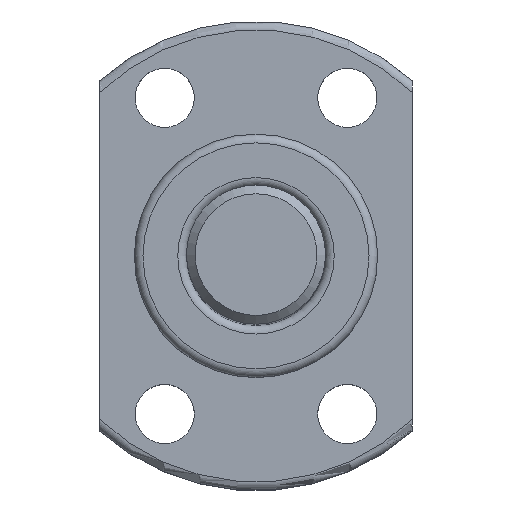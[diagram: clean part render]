
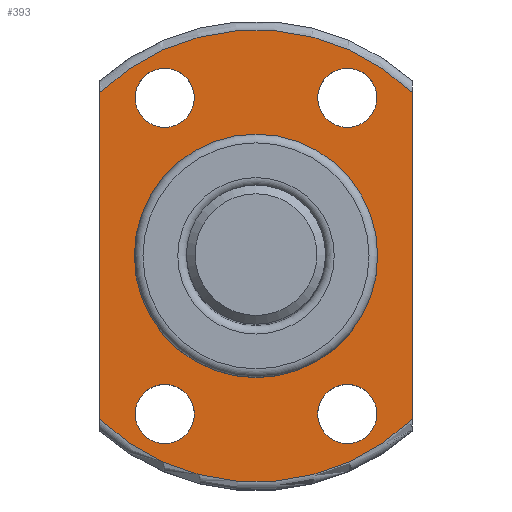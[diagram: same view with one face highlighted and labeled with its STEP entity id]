
A CAD part, top view. The second image highlights one B-rep face of the part: STEP entity #393.
In plain terms, the highlighted planar face has unit normal (0, 0, 1).
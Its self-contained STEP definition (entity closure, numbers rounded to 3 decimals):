
#59=CIRCLE('',#444,13.);
#60=CIRCLE('',#446,13.);
#61=CIRCLE('',#448,7.);
#62=CIRCLE('',#449,1.7);
#63=CIRCLE('',#450,1.7);
#64=CIRCLE('',#451,1.7);
#65=CIRCLE('',#452,1.7);
#111=ORIENTED_EDGE('',*,*,#197,.T.);
#112=ORIENTED_EDGE('',*,*,#198,.T.);
#113=ORIENTED_EDGE('',*,*,#199,.T.);
#114=ORIENTED_EDGE('',*,*,#200,.T.);
#115=ORIENTED_EDGE('',*,*,#201,.T.);
#116=ORIENTED_EDGE('',*,*,#194,.F.);
#117=ORIENTED_EDGE('',*,*,#202,.T.);
#118=ORIENTED_EDGE('',*,*,#191,.F.);
#119=ORIENTED_EDGE('',*,*,#203,.T.);
#191=EDGE_CURVE('',#233,#234,#59,.T.);
#194=EDGE_CURVE('',#235,#236,#60,.T.);
#197=EDGE_CURVE('',#237,#237,#61,.T.);
#198=EDGE_CURVE('',#238,#238,#62,.T.);
#199=EDGE_CURVE('',#239,#239,#63,.T.);
#200=EDGE_CURVE('',#240,#240,#64,.T.);
#201=EDGE_CURVE('',#241,#241,#65,.T.);
#202=EDGE_CURVE('',#235,#234,#260,.T.);
#203=EDGE_CURVE('',#233,#236,#261,.T.);
#233=VERTEX_POINT('',#673);
#234=VERTEX_POINT('',#674);
#235=VERTEX_POINT('',#687);
#236=VERTEX_POINT('',#688);
#237=VERTEX_POINT('',#701);
#238=VERTEX_POINT('',#703);
#239=VERTEX_POINT('',#705);
#240=VERTEX_POINT('',#707);
#241=VERTEX_POINT('',#709);
#260=LINE('',#710,#268);
#261=LINE('',#711,#269);
#268=VECTOR('',#545,1000.);
#269=VECTOR('',#546,1000.);
#282=EDGE_LOOP('',(#111));
#283=EDGE_LOOP('',(#112));
#284=EDGE_LOOP('',(#113));
#285=EDGE_LOOP('',(#114));
#286=EDGE_LOOP('',(#115));
#287=EDGE_LOOP('',(#116,#117,#118,#119));
#336=FACE_BOUND('',#282,.T.);
#337=FACE_BOUND('',#283,.T.);
#338=FACE_BOUND('',#284,.T.);
#339=FACE_BOUND('',#285,.T.);
#340=FACE_BOUND('',#286,.T.);
#341=FACE_BOUND('',#287,.T.);
#379=PLANE('',#447);
#393=ADVANCED_FACE('',(#336,#337,#338,#339,#340,#341),#379,.T.);
#444=AXIS2_PLACEMENT_3D('',#672,#527,#528);
#446=AXIS2_PLACEMENT_3D('',#686,#531,#532);
#447=AXIS2_PLACEMENT_3D('',#699,#533,#534);
#448=AXIS2_PLACEMENT_3D('',#700,#535,#536);
#449=AXIS2_PLACEMENT_3D('',#702,#537,#538);
#450=AXIS2_PLACEMENT_3D('',#704,#539,#540);
#451=AXIS2_PLACEMENT_3D('',#706,#541,#542);
#452=AXIS2_PLACEMENT_3D('',#708,#543,#544);
#527=DIRECTION('',(0.,0.,-1.));
#528=DIRECTION('',(-1.,0.,0.));
#531=DIRECTION('',(0.,0.,-1.));
#532=DIRECTION('',(-1.,0.,0.));
#533=DIRECTION('',(0.,0.,1.));
#534=DIRECTION('',(1.,0.,0.));
#535=DIRECTION('',(0.,0.,-1.));
#536=DIRECTION('',(-1.,0.,0.));
#537=DIRECTION('',(0.,0.,-1.));
#538=DIRECTION('',(-1.,0.,0.));
#539=DIRECTION('',(0.,0.,-1.));
#540=DIRECTION('',(-1.,0.,0.));
#541=DIRECTION('',(0.,0.,-1.));
#542=DIRECTION('',(-1.,0.,0.));
#543=DIRECTION('',(0.,0.,-1.));
#544=DIRECTION('',(-1.,0.,0.));
#545=DIRECTION('',(0.,-1.,0.));
#546=DIRECTION('',(0.,1.,0.));
#672=CARTESIAN_POINT('',(0.,0.,17.));
#673=CARTESIAN_POINT('',(9.,-9.381,17.));
#674=CARTESIAN_POINT('',(-9.,-9.381,17.));
#686=CARTESIAN_POINT('',(0.,0.,17.));
#687=CARTESIAN_POINT('',(-9.,9.381,17.));
#688=CARTESIAN_POINT('',(9.,9.381,17.));
#699=CARTESIAN_POINT('',(0.,13.,17.));
#700=CARTESIAN_POINT('',(0.,0.,17.));
#701=CARTESIAN_POINT('',(-7.,0.,17.));
#702=CARTESIAN_POINT('',(-5.25,9.093,17.));
#703=CARTESIAN_POINT('',(-6.95,9.093,17.));
#704=CARTESIAN_POINT('',(5.25,-9.093,17.));
#705=CARTESIAN_POINT('',(3.55,-9.093,17.));
#706=CARTESIAN_POINT('',(-5.25,-9.093,17.));
#707=CARTESIAN_POINT('',(-6.95,-9.093,17.));
#708=CARTESIAN_POINT('',(5.25,9.093,17.));
#709=CARTESIAN_POINT('',(3.55,9.093,17.));
#710=CARTESIAN_POINT('',(-9.,13.,17.));
#711=CARTESIAN_POINT('',(9.,13.,17.));
